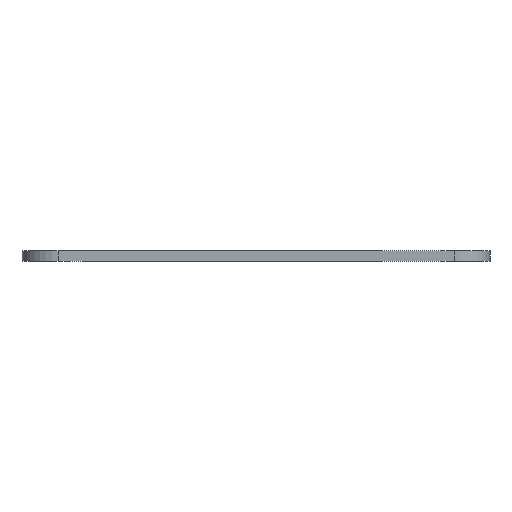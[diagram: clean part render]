
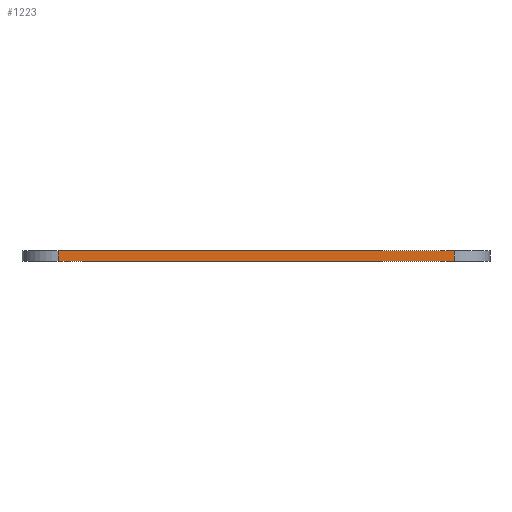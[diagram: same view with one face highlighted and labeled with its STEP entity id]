
A CAD part, left-side view. The second image highlights one B-rep face of the part: STEP entity #1223.
In plain terms, the highlighted planar face has unit normal (-1, 0, 0).
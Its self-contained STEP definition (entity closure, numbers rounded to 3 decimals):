
#42=PLANE('',#1334);
#74=FACE_OUTER_BOUND('',#148,.T.);
#148=EDGE_LOOP('',(#894,#895,#896,#897));
#225=LINE('',#1819,#342);
#250=LINE('',#1989,#367);
#251=LINE('',#1992,#368);
#252=LINE('',#1993,#369);
#342=VECTOR('',#1445,10.);
#367=VECTOR('',#1532,10.);
#368=VECTOR('',#1535,10.);
#369=VECTOR('',#1536,10.);
#525=VERTEX_POINT('',#1816);
#526=VERTEX_POINT('',#1818);
#580=VERTEX_POINT('',#1987);
#581=VERTEX_POINT('',#1991);
#649=EDGE_CURVE('',#525,#526,#225,.T.);
#705=EDGE_CURVE('',#526,#580,#250,.T.);
#706=EDGE_CURVE('',#581,#525,#251,.T.);
#707=EDGE_CURVE('',#580,#581,#252,.T.);
#894=ORIENTED_EDGE('',*,*,#705,.F.);
#895=ORIENTED_EDGE('',*,*,#649,.F.);
#896=ORIENTED_EDGE('',*,*,#706,.F.);
#897=ORIENTED_EDGE('',*,*,#707,.F.);
#1223=ADVANCED_FACE('',(#74),#42,.T.);
#1334=AXIS2_PLACEMENT_3D('',#1990,#1533,#1534);
#1445=DIRECTION('',(0.,1.,0.));
#1532=DIRECTION('',(0.,0.,1.));
#1533=DIRECTION('center_axis',(-1.,0.,0.));
#1534=DIRECTION('ref_axis',(0.,-1.,0.));
#1535=DIRECTION('',(0.,0.,-1.));
#1536=DIRECTION('',(0.,-1.,0.));
#1816=CARTESIAN_POINT('',(-40.875,31.125,13.));
#1818=CARTESIAN_POINT('',(-40.875,86.125,13.));
#1819=CARTESIAN_POINT('',(-40.875,26.125,13.));
#1987=CARTESIAN_POINT('',(-40.875,86.125,14.5));
#1989=CARTESIAN_POINT('',(-40.875,86.125,13.));
#1990=CARTESIAN_POINT('Origin',(-40.875,91.125,13.));
#1991=CARTESIAN_POINT('',(-40.875,31.125,14.5));
#1992=CARTESIAN_POINT('',(-40.875,31.125,13.));
#1993=CARTESIAN_POINT('',(-40.875,26.125,14.5));
